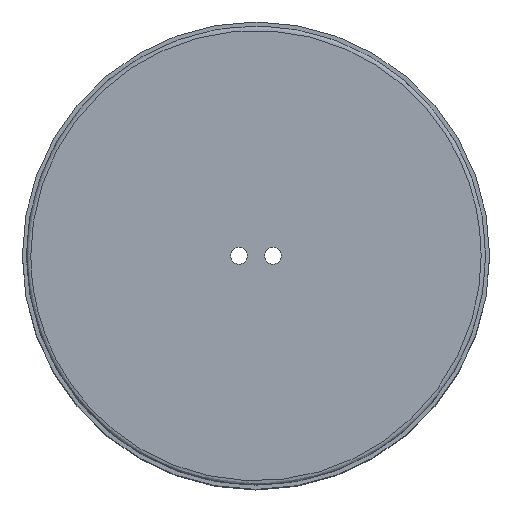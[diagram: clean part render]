
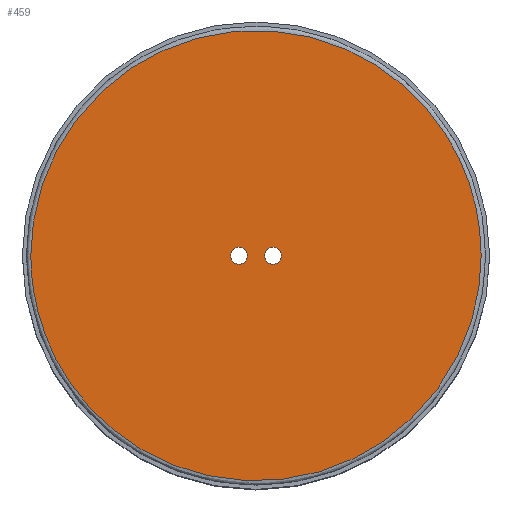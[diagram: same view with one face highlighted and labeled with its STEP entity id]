
A CAD part, top view. The second image highlights one B-rep face of the part: STEP entity #459.
In plain terms, the highlighted planar face has unit normal (0, 0, 1).
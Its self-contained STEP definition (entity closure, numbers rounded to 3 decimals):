
#4 = EDGE_LOOP ( 'NONE', ( #425 ) ) ;
#18 = EDGE_CURVE ( 'NONE', #581, #581, #549, .T. ) ;
#62 = EDGE_CURVE ( 'NONE', #547, #547, #717, .T. ) ;
#69 = ORIENTED_EDGE ( 'NONE', *, *, #18, .T. ) ;
#77 = CARTESIAN_POINT ( 'NONE',  ( -26.5, -53., 18. ) ) ;
#88 = DIRECTION ( 'NONE',  ( 1., 0., 0. ) ) ;
#152 = DIRECTION ( 'NONE',  ( 0., 0., 1. ) ) ;
#171 = CARTESIAN_POINT ( 'NONE',  ( -2., 0., 18. ) ) ;
#176 = CARTESIAN_POINT ( 'NONE',  ( 26.5, 53., 18. ) ) ;
#208 = PLANE ( 'NONE',  #394 ) ;
#229 = CARTESIAN_POINT ( 'NONE',  ( -26.5, 0., 18. ) ) ;
#230 = DIRECTION ( 'NONE',  ( 0., 0., -1. ) ) ;
#244 = AXIS2_PLACEMENT_3D ( 'NONE', #628, #313, #658 ) ;
#256 = FACE_BOUND ( 'NONE', #4, .T. ) ;
#261 = ORIENTED_EDGE ( 'NONE', *, *, #737, .F. ) ;
#290 = CARTESIAN_POINT ( 'NONE',  ( -26.5, 53., 18. ) ) ;
#300 = FACE_OUTER_BOUND ( 'NONE', #626, .T. ) ;
#313 = DIRECTION ( 'NONE',  ( 0., 0., -1. ) ) ;
#340 = CARTESIAN_POINT ( 'NONE',  ( 26.5, -53., 18. ) ) ;
#345 = CARTESIAN_POINT ( 'NONE',  ( -3., 0., 18. ) ) ;
#394 = AXIS2_PLACEMENT_3D ( 'NONE', #585, #152, #88 ) ;
#408 = CARTESIAN_POINT ( 'NONE',  ( 26.5, 0., 18. ) ) ;
#425 = ORIENTED_EDGE ( 'NONE', *, *, #62, .T. ) ;
#459 = ADVANCED_FACE ( 'NONE', ( #300, #256, #719 ), #208, .T. ) ;
#473 = CARTESIAN_POINT ( 'NONE',  ( 1., 0., 18. ) ) ;
#535 = CARTESIAN_POINT ( 'NONE',  ( 26.5, 0., 18. ) ) ;
#547 = VERTEX_POINT ( 'NONE', #345 ) ;
#549 = CIRCLE ( 'NONE', #244, 1. ) ;
#554 = CARTESIAN_POINT ( 'NONE',  ( 26.5, 0., 18. ) ) ;
#581 = VERTEX_POINT ( 'NONE', #473 ) ;
#585 = CARTESIAN_POINT ( 'NONE',  ( -27., 0., 18. ) ) ;
#626 = EDGE_LOOP ( 'NONE', ( #261 ) ) ;
#628 = CARTESIAN_POINT ( 'NONE',  ( 2., 0., 18. ) ) ;
#658 = DIRECTION ( 'NONE',  ( -1., 0., 0. ) ) ;
#671 = DIRECTION ( 'NONE',  ( -1., 0., 0. ) ) ;
#699 = AXIS2_PLACEMENT_3D ( 'NONE', #171, #230, #671 ) ;
#716 =( BOUNDED_CURVE ( )  B_SPLINE_CURVE ( 3, ( #408, #340, #77, #229, #290, #176, #535 ),
 .UNSPECIFIED., .T., .F. ) 
 B_SPLINE_CURVE_WITH_KNOTS ( ( 4, 3, 4 ),
 ( 0., 0.5, 1. ),
 .UNSPECIFIED. ) 
 CURVE ( )  GEOMETRIC_REPRESENTATION_ITEM ( )  RATIONAL_B_SPLINE_CURVE ( ( 1., 0.333, 0.333, 1., 0.333, 0.333, 1. ) ) 
 REPRESENTATION_ITEM ( '' )  );
#717 = CIRCLE ( 'NONE', #699, 1. ) ;
#719 = FACE_BOUND ( 'NONE', #761, .T. ) ;
#737 = EDGE_CURVE ( 'NONE', #785, #785, #716, .T. ) ;
#761 = EDGE_LOOP ( 'NONE', ( #69 ) ) ;
#785 = VERTEX_POINT ( 'NONE', #554 ) ;
